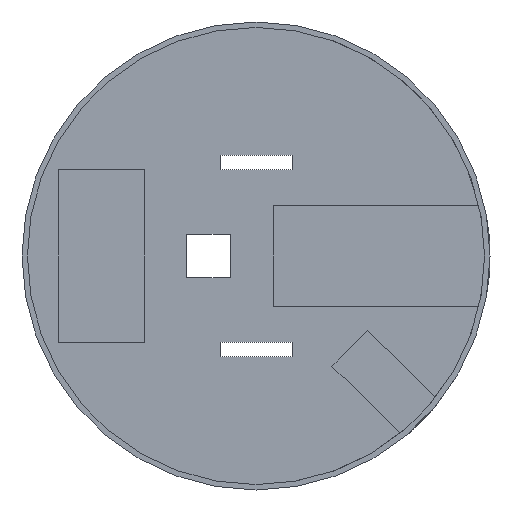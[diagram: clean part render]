
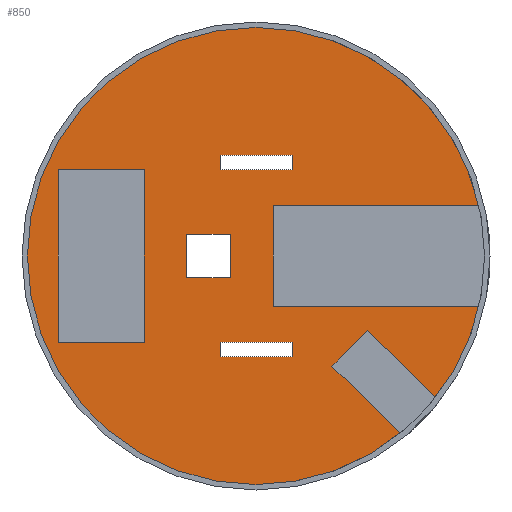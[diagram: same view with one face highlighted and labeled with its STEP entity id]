
A CAD part, front view. The second image highlights one B-rep face of the part: STEP entity #850.
In plain terms, the highlighted planar face has unit normal (0, -1, 0).
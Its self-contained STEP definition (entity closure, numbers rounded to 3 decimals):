
#116=DIRECTION('',(0.,0.,-1.));
#117=VECTOR('',#116,48.);
#118=CARTESIAN_POINT('',(-31.,19.,24.));
#119=LINE('',#118,#117);
#128=DIRECTION('',(0.,0.,-1.));
#129=VECTOR('',#128,4.);
#130=CARTESIAN_POINT('',(10.,19.,-24.));
#131=LINE('',#130,#129);
#132=DIRECTION('',(1.,0.,0.));
#133=VECTOR('',#132,20.);
#134=CARTESIAN_POINT('',(-10.,19.,-24.));
#135=LINE('',#134,#133);
#136=DIRECTION('',(0.,0.,1.));
#137=VECTOR('',#136,4.);
#138=CARTESIAN_POINT('',(-10.,19.,-28.));
#139=LINE('',#138,#137);
#140=DIRECTION('',(0.,0.,1.));
#141=VECTOR('',#140,4.);
#142=CARTESIAN_POINT('',(-10.,19.,24.));
#143=LINE('',#142,#141);
#144=DIRECTION('',(-1.,0.,0.));
#145=VECTOR('',#144,20.);
#146=CARTESIAN_POINT('',(10.,19.,24.));
#147=LINE('',#146,#145);
#148=DIRECTION('',(0.,0.,-1.));
#149=VECTOR('',#148,4.);
#150=CARTESIAN_POINT('',(10.,19.,28.));
#151=LINE('',#150,#149);
#152=DIRECTION('',(1.,0.,0.));
#153=VECTOR('',#152,12.);
#154=CARTESIAN_POINT('',(-19.2,19.,6.));
#155=LINE('',#154,#153);
#156=DIRECTION('',(0.,0.,1.));
#157=VECTOR('',#156,12.);
#158=CARTESIAN_POINT('',(-19.2,19.,-6.));
#159=LINE('',#158,#157);
#160=DIRECTION('',(-1.,0.,0.));
#161=VECTOR('',#160,12.);
#162=CARTESIAN_POINT('',(-7.2,19.,-6.));
#163=LINE('',#162,#161);
#164=DIRECTION('',(-1.,0.,0.));
#165=VECTOR('',#164,24.);
#166=CARTESIAN_POINT('',(-31.,19.,24.));
#167=LINE('',#166,#165);
#168=DIRECTION('',(0.,0.,-1.));
#169=VECTOR('',#168,48.);
#170=CARTESIAN_POINT('',(-55.,19.,24.));
#171=LINE('',#170,#169);
#172=DIRECTION('',(1.,0.,0.));
#173=VECTOR('',#172,24.);
#174=CARTESIAN_POINT('',(-55.,19.,-24.));
#175=LINE('',#174,#173);
#176=CARTESIAN_POINT('',(0.,19.,0.));
#177=DIRECTION('',(0.,-1.,0.));
#178=DIRECTION('',(0.,0.,-1.));
#179=AXIS2_PLACEMENT_3D('',#176,#177,#178);
#181=CARTESIAN_POINT('',(0.,19.,0.));
#182=DIRECTION('',(0.,1.,0.));
#183=DIRECTION('',(0.,0.,-1.));
#184=AXIS2_PLACEMENT_3D('',#181,#182,#183);
#186=CARTESIAN_POINT('',(0.,19.,0.));
#187=DIRECTION('',(0.,-1.,0.));
#188=DIRECTION('',(0.975,0.,0.22));
#189=AXIS2_PLACEMENT_3D('',#186,#187,#188);
#191=DIRECTION('',(0.,0.,-1.));
#192=VECTOR('',#191,28.);
#193=CARTESIAN_POINT('',(4.833,19.,14.));
#194=LINE('',#193,#192);
#195=CARTESIAN_POINT('',(0.,19.,0.));
#196=DIRECTION('',(0.,-1.,0.));
#197=DIRECTION('',(0.786,0.,-0.619));
#198=AXIS2_PLACEMENT_3D('',#195,#196,#197);
#204=DIRECTION('',(-1.,0.,0.));
#205=VECTOR('',#204,20.);
#206=CARTESIAN_POINT('',(10.,19.,-28.));
#207=LINE('',#206,#205);
#404=DIRECTION('',(-0.713,0.,0.701));
#405=VECTOR('',#404,26.613);
#406=CARTESIAN_POINT('',(40.069,19.,-49.262));
#407=LINE('',#406,#405);
#417=DIRECTION('',(0.713,0.,-0.701));
#418=VECTOR('',#417,26.613);
#419=CARTESIAN_POINT('',(30.923,19.,-20.615));
#420=LINE('',#419,#418);
#429=DIRECTION('',(0.701,0.,0.713));
#430=VECTOR('',#429,14.);
#431=CARTESIAN_POINT('',(21.103,19.,-30.593));
#432=LINE('',#431,#430);
#445=DIRECTION('',(-1.,0.,0.));
#446=VECTOR('',#445,57.11);
#447=CARTESIAN_POINT('',(61.937,19.,-14.));
#448=LINE('',#447,#446);
#469=DIRECTION('',(1.,0.,0.));
#470=VECTOR('',#469,57.105);
#471=CARTESIAN_POINT('',(4.833,19.,14.));
#472=LINE('',#471,#470);
#497=DIRECTION('',(1.,0.,0.));
#498=VECTOR('',#497,20.);
#499=CARTESIAN_POINT('',(-10.,19.,28.));
#500=LINE('',#499,#498);
#517=DIRECTION('',(0.,0.,-1.));
#518=VECTOR('',#517,12.);
#519=CARTESIAN_POINT('',(-7.2,19.,6.));
#520=LINE('',#519,#518);
#545=CARTESIAN_POINT('',(-10.,19.,-28.));
#546=CARTESIAN_POINT('',(-10.,19.,-24.));
#547=VERTEX_POINT('',#545);
#548=VERTEX_POINT('',#546);
#549=CARTESIAN_POINT('',(10.,19.,-24.));
#550=VERTEX_POINT('',#549);
#551=CARTESIAN_POINT('',(10.,19.,-28.));
#552=VERTEX_POINT('',#551);
#553=CARTESIAN_POINT('',(10.,19.,28.));
#554=CARTESIAN_POINT('',(10.,19.,24.));
#555=VERTEX_POINT('',#553);
#556=VERTEX_POINT('',#554);
#557=CARTESIAN_POINT('',(-10.,19.,24.));
#558=VERTEX_POINT('',#557);
#559=CARTESIAN_POINT('',(-10.,19.,28.));
#560=VERTEX_POINT('',#559);
#565=CARTESIAN_POINT('',(0.,19.,-63.5));
#566=VERTEX_POINT('',#565);
#567=CARTESIAN_POINT('',(0.,19.,63.5));
#568=VERTEX_POINT('',#567);
#569=CARTESIAN_POINT('',(-7.2,19.,-6.));
#570=CARTESIAN_POINT('',(-19.2,19.,-6.));
#571=VERTEX_POINT('',#569);
#572=VERTEX_POINT('',#570);
#573=CARTESIAN_POINT('',(-19.2,19.,6.));
#574=VERTEX_POINT('',#573);
#575=CARTESIAN_POINT('',(-7.2,19.,6.));
#576=VERTEX_POINT('',#575);
#589=CARTESIAN_POINT('',(4.833,19.,14.));
#590=CARTESIAN_POINT('',(4.827,19.,-14.));
#591=VERTEX_POINT('',#589);
#592=VERTEX_POINT('',#590);
#593=CARTESIAN_POINT('',(-31.,19.,24.));
#594=CARTESIAN_POINT('',(-55.,19.,24.));
#595=VERTEX_POINT('',#593);
#596=VERTEX_POINT('',#594);
#597=CARTESIAN_POINT('',(-55.,19.,-24.));
#598=VERTEX_POINT('',#597);
#599=CARTESIAN_POINT('',(-31.,19.,-24.));
#600=VERTEX_POINT('',#599);
#618=CARTESIAN_POINT('',(61.937,19.,14.));
#620=VERTEX_POINT('',#618);
#622=CARTESIAN_POINT('',(61.937,19.,-14.));
#624=VERTEX_POINT('',#622);
#629=CARTESIAN_POINT('',(21.103,19.,-30.593));
#631=VERTEX_POINT('',#629);
#633=CARTESIAN_POINT('',(30.923,19.,-20.615));
#635=VERTEX_POINT('',#633);
#645=CARTESIAN_POINT('',(40.069,19.,-49.262));
#646=VERTEX_POINT('',#645);
#647=CARTESIAN_POINT('',(49.89,19.,-39.284));
#648=VERTEX_POINT('',#647);
#784=CARTESIAN_POINT('',(0.,19.,0.));
#785=DIRECTION('',(0.,1.,0.));
#786=DIRECTION('',(0.,0.,1.));
#787=AXIS2_PLACEMENT_3D('',#784,#785,#786);
#788=PLANE('',#787);
#790=ORIENTED_EDGE('',*,*,#789,.F.);
#792=ORIENTED_EDGE('',*,*,#791,.F.);
#794=ORIENTED_EDGE('',*,*,#793,.T.);
#796=ORIENTED_EDGE('',*,*,#795,.F.);
#798=ORIENTED_EDGE('',*,*,#797,.F.);
#800=ORIENTED_EDGE('',*,*,#799,.T.);
#802=ORIENTED_EDGE('',*,*,#801,.F.);
#804=ORIENTED_EDGE('',*,*,#803,.F.);
#806=ORIENTED_EDGE('',*,*,#805,.F.);
#808=ORIENTED_EDGE('',*,*,#807,.F.);
#809=EDGE_LOOP('',(#790,#792,#794,#796,#798,#800,#802,#804,#806,#808));
#810=FACE_OUTER_BOUND('',#809,.F.);
#812=ORIENTED_EDGE('',*,*,#811,.F.);
#814=ORIENTED_EDGE('',*,*,#813,.F.);
#816=ORIENTED_EDGE('',*,*,#815,.F.);
#818=ORIENTED_EDGE('',*,*,#817,.F.);
#819=EDGE_LOOP('',(#812,#814,#816,#818));
#820=FACE_BOUND('',#819,.F.);
#822=ORIENTED_EDGE('',*,*,#821,.F.);
#824=ORIENTED_EDGE('',*,*,#823,.F.);
#826=ORIENTED_EDGE('',*,*,#825,.F.);
#828=ORIENTED_EDGE('',*,*,#827,.F.);
#829=EDGE_LOOP('',(#822,#824,#826,#828));
#830=FACE_BOUND('',#829,.F.);
#831=ORIENTED_EDGE('',*,*,#774,.F.);
#833=ORIENTED_EDGE('',*,*,#832,.T.);
#835=ORIENTED_EDGE('',*,*,#834,.T.);
#837=ORIENTED_EDGE('',*,*,#836,.T.);
#838=EDGE_LOOP('',(#831,#833,#835,#837));
#839=FACE_BOUND('',#838,.F.);
#841=ORIENTED_EDGE('',*,*,#840,.F.);
#843=ORIENTED_EDGE('',*,*,#842,.F.);
#845=ORIENTED_EDGE('',*,*,#844,.F.);
#847=ORIENTED_EDGE('',*,*,#846,.F.);
#848=EDGE_LOOP('',(#841,#843,#845,#847));
#849=FACE_BOUND('',#848,.F.);
#850=ADVANCED_FACE('',(#810,#820,#830,#839,#849),#788,.F.);
#180=CIRCLE('',#179,63.5);
#185=CIRCLE('',#184,63.5);
#190=CIRCLE('',#189,63.5);
#199=CIRCLE('',#198,63.5);
#774=EDGE_CURVE('',#595,#600,#119,.T.);
#789=EDGE_CURVE('',#646,#631,#407,.T.);
#791=EDGE_CURVE('',#566,#646,#180,.T.);
#793=EDGE_CURVE('',#566,#568,#185,.T.);
#795=EDGE_CURVE('',#620,#568,#190,.T.);
#797=EDGE_CURVE('',#591,#620,#472,.T.);
#799=EDGE_CURVE('',#591,#592,#194,.T.);
#801=EDGE_CURVE('',#624,#592,#448,.T.);
#803=EDGE_CURVE('',#648,#624,#199,.T.);
#805=EDGE_CURVE('',#635,#648,#420,.T.);
#807=EDGE_CURVE('',#631,#635,#432,.T.);
#811=EDGE_CURVE('',#560,#555,#500,.T.);
#813=EDGE_CURVE('',#558,#560,#143,.T.);
#815=EDGE_CURVE('',#556,#558,#147,.T.);
#817=EDGE_CURVE('',#555,#556,#151,.T.);
#821=EDGE_CURVE('',#576,#571,#520,.T.);
#823=EDGE_CURVE('',#574,#576,#155,.T.);
#825=EDGE_CURVE('',#572,#574,#159,.T.);
#827=EDGE_CURVE('',#571,#572,#163,.T.);
#832=EDGE_CURVE('',#595,#596,#167,.T.);
#834=EDGE_CURVE('',#596,#598,#171,.T.);
#836=EDGE_CURVE('',#598,#600,#175,.T.);
#840=EDGE_CURVE('',#552,#547,#207,.T.);
#842=EDGE_CURVE('',#550,#552,#131,.T.);
#844=EDGE_CURVE('',#548,#550,#135,.T.);
#846=EDGE_CURVE('',#547,#548,#139,.T.);
